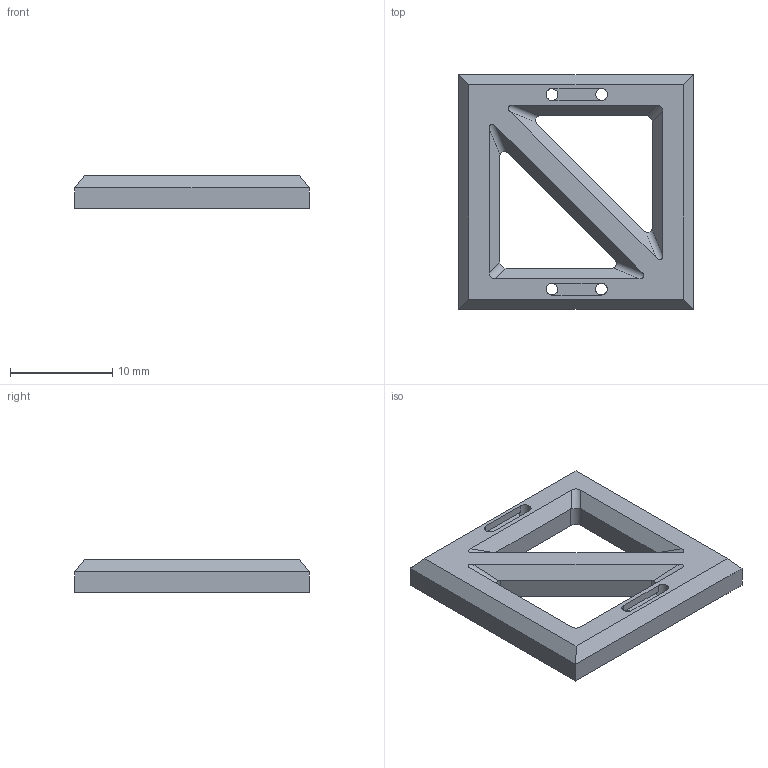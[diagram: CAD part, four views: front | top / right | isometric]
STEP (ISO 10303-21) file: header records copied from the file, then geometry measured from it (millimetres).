
FILE_DESCRIPTION(/* description */ (''),/* implementation_level */ '2;1');
FILE_NAME(/* name */ '2.step',/* time_stamp */ '2022-07-14T17:34:28+02:00',/* author */ (''),/* organization */ (''),/* preprocessor_version */ 'ST-DEVELOPER v19',/* originating_system */ 'Autodesk Translation Framework v11.7.0.108',/* authorisation */ '');
FILE_SCHEMA (('AUTOMOTIVE_DESIGN { 1 0 10303 214 3 1 1 }'));
Length unit declared in the file: millimetre
Products named in the file (1): Laniere_ronde_E_0_1
Bounding box: 23 x 23 x 3.2 mm (x, y, z)
Volume: 1094.1 mm3; surface area: 1250.4 mm2
Topology: 1 solids, 1 shells, 48 faces, 140 edges, 92 vertices
Faces by surface type: plane 32, cylinder 16
Full cylindrical faces by diameter (mm): 1.15 x4
Entity records: 1655 total; most frequent: DIRECTION 284, CARTESIAN_POINT 281, ORIENTED_EDGE 280, EDGE_CURVE 140, AXIS2_PLACEMENT_3D 95, LINE 94, VECTOR 94, VERTEX_POINT 92
